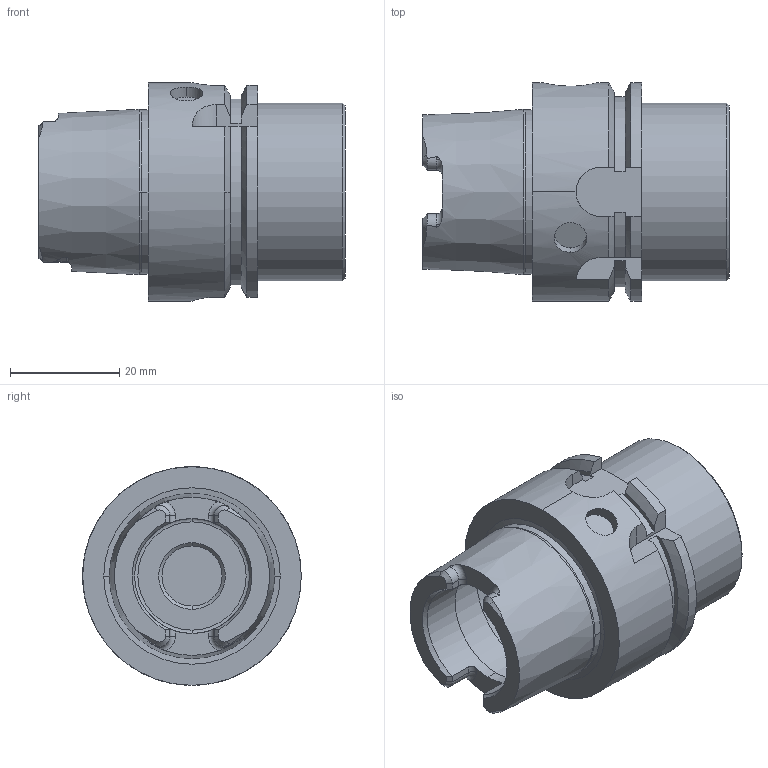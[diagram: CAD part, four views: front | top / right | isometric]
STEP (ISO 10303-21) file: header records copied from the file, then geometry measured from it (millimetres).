
FILE_DESCRIPTION(/* description */ (''),/* implementation_level */ '2;1');
FILE_NAME(/* name */ '10001155335nxv000_00_214.stp',/* time_stamp */ '2023-02-10T09:42:18+01:00',/* author */ (''),/* organization */ (''),/* preprocessor_version */ 'ST-DEVELOPER v18.1',/* originating_system */ 'SIEMENS PLM Software NX 2000',/* authorisation */ '');
FILE_SCHEMA (('AUTOMOTIVE_DESIGN { 1 0 10303 214 3 1 1 1 }'));
Length unit declared in the file: millimetre
Products named in the file (1): 10001155335nxv000_00
Bounding box: 56 x 40 x 40 mm (x, y, z)
Volume: 35757.6 mm3; surface area: 11976.7 mm2
Topology: 1 solids, 1 shells, 129 faces, 334 edges, 215 vertices
Faces by surface type: plane 48, cylinder 43, cone 27, torus 11
Full cylindrical faces by diameter (mm): 11.2 x1, 25.5 x1, 32.5 x1
Entity records: 4409 total; most frequent: CARTESIAN_POINT 1226, DIRECTION 667, ORIENTED_EDGE 658, EDGE_CURVE 329, AXIS2_PLACEMENT_3D 263, VERTEX_POINT 220, EDGE_LOOP 147, LINE 141
